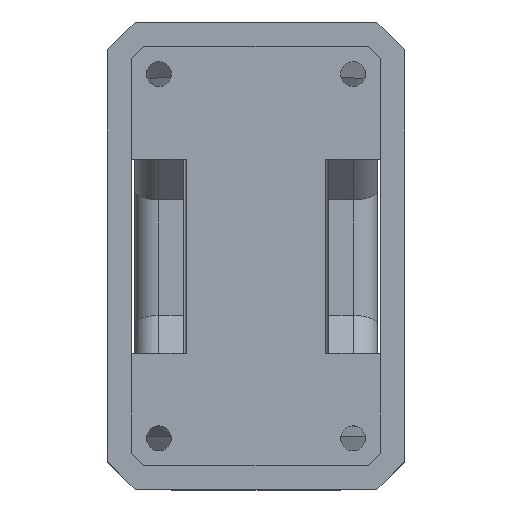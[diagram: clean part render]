
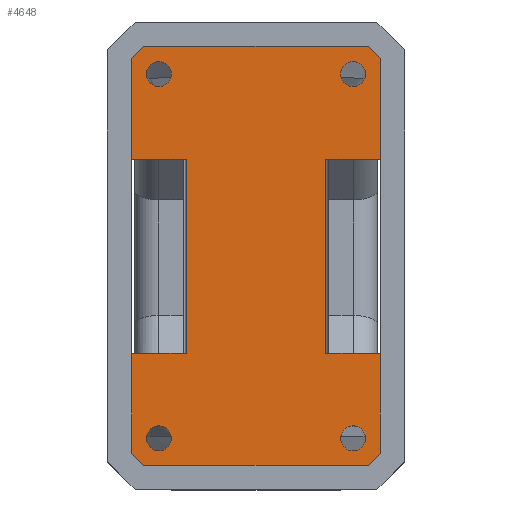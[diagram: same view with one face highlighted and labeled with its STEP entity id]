
A CAD part, top view. The second image highlights one B-rep face of the part: STEP entity #4648.
In plain terms, the highlighted planar face has unit normal (0, 0, 1).
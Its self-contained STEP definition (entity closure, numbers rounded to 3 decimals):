
#165=FACE_BOUND('',#685,.T.);
#166=FACE_BOUND('',#686,.T.);
#167=FACE_BOUND('',#687,.T.);
#168=FACE_BOUND('',#688,.T.);
#238=PLANE('',#5026);
#408=FACE_OUTER_BOUND('',#684,.T.);
#684=EDGE_LOOP('',(#3627,#3628,#3629,#3630,#3631,#3632,#3633,#3634,#3635,
#3636,#3637,#3638,#3639,#3640,#3641,#3642));
#685=EDGE_LOOP('',(#3643));
#686=EDGE_LOOP('',(#3644));
#687=EDGE_LOOP('',(#3645));
#688=EDGE_LOOP('',(#3646));
#920=LINE('',#6830,#1308);
#923=LINE('',#6837,#1311);
#927=LINE('',#6844,#1315);
#932=LINE('',#6857,#1320);
#956=LINE('',#7001,#1344);
#1002=LINE('',#7263,#1390);
#1110=LINE('',#7570,#1498);
#1113=LINE('',#7575,#1501);
#1115=LINE('',#7579,#1503);
#1117=LINE('',#7584,#1505);
#1120=LINE('',#7588,#1508);
#1121=LINE('',#7591,#1509);
#1122=LINE('',#7592,#1510);
#1123=LINE('',#7594,#1511);
#1124=LINE('',#7595,#1512);
#1125=LINE('',#7596,#1513);
#1308=VECTOR('',#5482,10.);
#1311=VECTOR('',#5487,10.);
#1315=VECTOR('',#5491,10.);
#1320=VECTOR('',#5502,10.);
#1344=VECTOR('',#5566,10.);
#1390=VECTOR('',#5658,10.);
#1498=VECTOR('',#5940,10.);
#1501=VECTOR('',#5945,10.);
#1503=VECTOR('',#5949,10.);
#1505=VECTOR('',#5953,10.);
#1508=VECTOR('',#5958,10.);
#1509=VECTOR('',#5961,10.);
#1510=VECTOR('',#5962,10.);
#1511=VECTOR('',#5963,10.);
#1512=VECTOR('',#5964,10.);
#1513=VECTOR('',#5965,10.);
#1741=CIRCLE('',#5027,1.025);
#1742=CIRCLE('',#5028,1.025);
#1743=CIRCLE('',#5029,1.025);
#1744=CIRCLE('',#5030,1.025);
#1921=VERTEX_POINT('',#6823);
#1924=VERTEX_POINT('',#6828);
#1925=VERTEX_POINT('',#6832);
#1927=VERTEX_POINT('',#6836);
#1930=VERTEX_POINT('',#6842);
#1934=VERTEX_POINT('',#6853);
#1968=VERTEX_POINT('',#6998);
#1969=VERTEX_POINT('',#7000);
#2137=VERTEX_POINT('',#7568);
#2138=VERTEX_POINT('',#7569);
#2139=VERTEX_POINT('',#7574);
#2140=VERTEX_POINT('',#7578);
#2141=VERTEX_POINT('',#7582);
#2142=VERTEX_POINT('',#7583);
#2143=VERTEX_POINT('',#7590);
#2144=VERTEX_POINT('',#7593);
#2145=VERTEX_POINT('',#7597);
#2146=VERTEX_POINT('',#7599);
#2147=VERTEX_POINT('',#7601);
#2148=VERTEX_POINT('',#7603);
#2388=EDGE_CURVE('',#1924,#1921,#920,.T.);
#2391=EDGE_CURVE('',#1927,#1921,#923,.T.);
#2395=EDGE_CURVE('',#1925,#1930,#927,.T.);
#2402=EDGE_CURVE('',#1925,#1934,#932,.T.);
#2445=EDGE_CURVE('',#1968,#1969,#956,.T.);
#2526=EDGE_CURVE('',#1934,#1924,#1002,.T.);
#2676=EDGE_CURVE('',#2137,#2138,#1110,.T.);
#2679=EDGE_CURVE('',#1927,#2139,#1113,.T.);
#2681=EDGE_CURVE('',#2140,#1930,#1115,.T.);
#2683=EDGE_CURVE('',#2141,#2142,#1117,.T.);
#2686=EDGE_CURVE('',#2140,#2138,#1120,.T.);
#2687=EDGE_CURVE('',#2143,#2137,#1121,.T.);
#2688=EDGE_CURVE('',#1969,#2143,#1122,.T.);
#2689=EDGE_CURVE('',#2144,#1968,#1123,.T.);
#2690=EDGE_CURVE('',#2142,#2144,#1124,.T.);
#2691=EDGE_CURVE('',#2139,#2141,#1125,.T.);
#2692=EDGE_CURVE('',#2145,#2145,#1741,.T.);
#2693=EDGE_CURVE('',#2146,#2146,#1742,.T.);
#2694=EDGE_CURVE('',#2147,#2147,#1743,.T.);
#2695=EDGE_CURVE('',#2148,#2148,#1744,.T.);
#3627=ORIENTED_EDGE('',*,*,#2681,.F.);
#3628=ORIENTED_EDGE('',*,*,#2686,.T.);
#3629=ORIENTED_EDGE('',*,*,#2676,.F.);
#3630=ORIENTED_EDGE('',*,*,#2687,.F.);
#3631=ORIENTED_EDGE('',*,*,#2688,.F.);
#3632=ORIENTED_EDGE('',*,*,#2445,.F.);
#3633=ORIENTED_EDGE('',*,*,#2689,.F.);
#3634=ORIENTED_EDGE('',*,*,#2690,.F.);
#3635=ORIENTED_EDGE('',*,*,#2683,.F.);
#3636=ORIENTED_EDGE('',*,*,#2691,.F.);
#3637=ORIENTED_EDGE('',*,*,#2679,.F.);
#3638=ORIENTED_EDGE('',*,*,#2391,.T.);
#3639=ORIENTED_EDGE('',*,*,#2388,.F.);
#3640=ORIENTED_EDGE('',*,*,#2526,.F.);
#3641=ORIENTED_EDGE('',*,*,#2402,.F.);
#3642=ORIENTED_EDGE('',*,*,#2395,.T.);
#3643=ORIENTED_EDGE('',*,*,#2692,.F.);
#3644=ORIENTED_EDGE('',*,*,#2693,.F.);
#3645=ORIENTED_EDGE('',*,*,#2694,.F.);
#3646=ORIENTED_EDGE('',*,*,#2695,.F.);
#4648=ADVANCED_FACE('',(#408,#165,#166,#167,#168),#238,.F.);
#5026=AXIS2_PLACEMENT_3D('',#7589,#5959,#5960);
#5027=AXIS2_PLACEMENT_3D('',#7598,#5966,#5967);
#5028=AXIS2_PLACEMENT_3D('',#7600,#5968,#5969);
#5029=AXIS2_PLACEMENT_3D('',#7602,#5970,#5971);
#5030=AXIS2_PLACEMENT_3D('',#7604,#5972,#5973);
#5482=DIRECTION('',(-1.,0.,0.));
#5487=DIRECTION('',(0.,-1.,0.));
#5491=DIRECTION('',(0.,-1.,0.));
#5502=DIRECTION('',(1.,0.,0.));
#5566=DIRECTION('',(0.,-1.,0.));
#5658=DIRECTION('',(0.,1.,0.));
#5940=DIRECTION('',(-0.707,-0.707,0.));
#5945=DIRECTION('',(0.707,0.707,0.));
#5949=DIRECTION('',(-0.707,0.707,0.));
#5953=DIRECTION('',(0.707,-0.707,0.));
#5958=DIRECTION('',(1.,0.,0.));
#5959=DIRECTION('center_axis',(0.,0.,
-1.));
#5960=DIRECTION('ref_axis',(1.,0.,0.));
#5961=DIRECTION('',(0.,-1.,0.));
#5962=DIRECTION('',(1.,0.,0.));
#5963=DIRECTION('',(-1.,0.,0.));
#5964=DIRECTION('',(0.,-1.,0.));
#5965=DIRECTION('',(1.,0.,0.));
#5966=DIRECTION('center_axis',(0.,0.,
1.));
#5967=DIRECTION('ref_axis',(1.,0.,0.));
#5968=DIRECTION('center_axis',(0.,0.,
1.));
#5969=DIRECTION('ref_axis',(1.,0.,0.));
#5970=DIRECTION('center_axis',(0.,0.,
1.));
#5971=DIRECTION('ref_axis',(1.,0.,0.));
#5972=DIRECTION('center_axis',(0.,0.,
1.));
#5973=DIRECTION('ref_axis',(1.,0.,0.));
#6823=CARTESIAN_POINT('',(74.5,9.513,107.691));
#6828=CARTESIAN_POINT('',(79.,9.513,107.691));
#6830=CARTESIAN_POINT('',(85.875,9.513,107.691));
#6832=CARTESIAN_POINT('',(74.5,-6.487,107.691));
#6836=CARTESIAN_POINT('',(74.5,17.763,107.691));
#6837=CARTESIAN_POINT('',(74.5,18.763,107.691));
#6842=CARTESIAN_POINT('',(74.5,-14.737,107.691));
#6844=CARTESIAN_POINT('',(74.5,18.763,107.691));
#6853=CARTESIAN_POINT('',(79.,-6.487,107.691));
#6857=CARTESIAN_POINT('',(83.625,-6.487,107.691));
#6998=CARTESIAN_POINT('',(90.5,9.513,107.691));
#7000=CARTESIAN_POINT('',(90.5,-6.487,107.691));
#7001=CARTESIAN_POINT('',(90.5,13.013,107.691));
#7263=CARTESIAN_POINT('',(79.,5.013,107.691));
#7568=CARTESIAN_POINT('',(95.,-14.737,107.691));
#7569=CARTESIAN_POINT('',(94.,-15.737,107.691));
#7570=CARTESIAN_POINT('',(102.25,-7.487,107.691));
#7574=CARTESIAN_POINT('',(75.5,18.763,107.691));
#7575=CARTESIAN_POINT('',(78.75,22.013,107.691));
#7578=CARTESIAN_POINT('',(75.5,-15.737,107.691));
#7579=CARTESIAN_POINT('',(71.75,-11.987,107.691));
#7582=CARTESIAN_POINT('',(94.,18.763,107.691));
#7583=CARTESIAN_POINT('',(95.,17.763,107.691));
#7584=CARTESIAN_POINT('',(94.25,18.513,107.691));
#7588=CARTESIAN_POINT('',(74.5,-15.737,107.691));
#7589=CARTESIAN_POINT('Origin',(92.75,16.513,107.691));
#7590=CARTESIAN_POINT('',(95.,-6.487,107.691));
#7591=CARTESIAN_POINT('',(95.,0.388,107.691));
#7592=CARTESIAN_POINT('',(91.625,-6.487,107.691));
#7593=CARTESIAN_POINT('',(95.,9.513,107.691));
#7594=CARTESIAN_POINT('',(93.875,9.513,107.691));
#7595=CARTESIAN_POINT('',(95.,0.388,107.691));
#7596=CARTESIAN_POINT('',(93.875,18.763,107.691));
#7597=CARTESIAN_POINT('',(91.725,16.513,107.691));
#7598=CARTESIAN_POINT('Origin',(92.75,16.513,107.691));
#7599=CARTESIAN_POINT('',(91.725,-13.487,107.691));
#7600=CARTESIAN_POINT('Origin',(92.75,-13.487,107.691));
#7601=CARTESIAN_POINT('',(75.725,-13.487,107.691));
#7602=CARTESIAN_POINT('Origin',(76.75,-13.487,107.691));
#7603=CARTESIAN_POINT('',(75.725,16.513,107.691));
#7604=CARTESIAN_POINT('Origin',(76.75,16.513,107.691));
